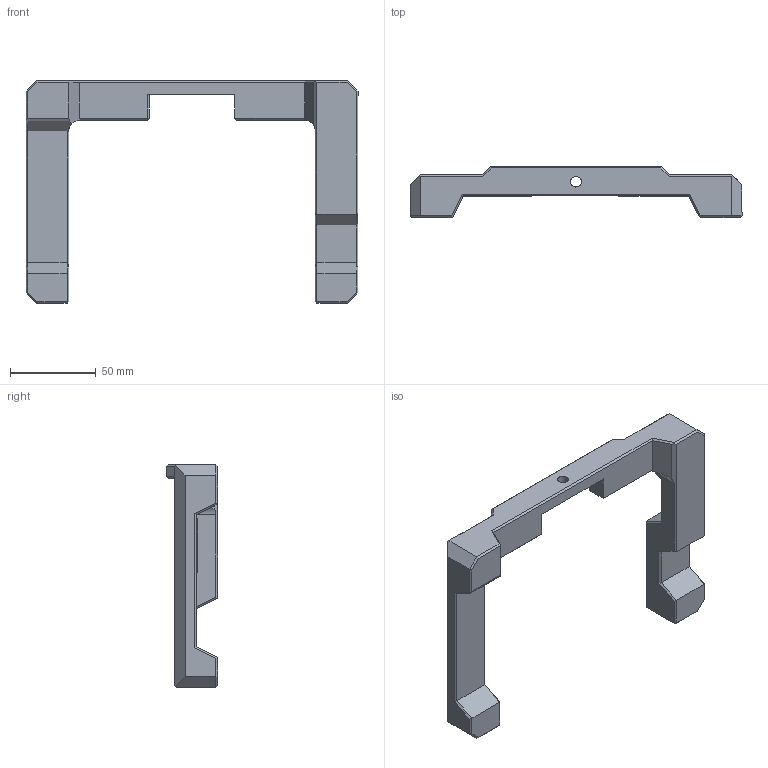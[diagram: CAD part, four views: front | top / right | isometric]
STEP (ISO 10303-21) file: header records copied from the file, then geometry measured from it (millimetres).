
FILE_DESCRIPTION(/* description */ (''),/* implementation_level */ '2;1');
FILE_NAME(/* name */ 'filmDigitizer_135_filmCarrier_ralenoClampBottom',/* time_stamp */ '2023-12-07T09:08:43-05:00',/* author */ ('George Moua'),/* organization */ ('Archive 663'),/* preprocessor_version */ 'ST-DEVELOPER v16.7',/* originating_system */ 'Solid Edge',/* authorisation */ 'Unknown');
FILE_SCHEMA (('AUTOMOTIVE_DESIGN {1 0 10303 214 3 1 1}'));
Length unit declared in the file: millimetre
Products named in the file (2): filmDigitizer_135_filmCarrier; filmDigitizer_135_filmCarrier_ralenoClampBottom
Assembly tree (1 placements, depth 2):
  filmDigitizer_135_filmCarrier
    filmDigitizer_135_filmCarrier_ralenoClampBottom
Bounding box: 194 x 29.84 x 130 mm (x, y, z)
Volume: 147920.3 mm3; surface area: 33283.9 mm2
Topology: 1 solids, 1 shells, 113 faces, 279 edges, 170 vertices
Faces by surface type: plane 105, cylinder 5, cone 2, bspline 1
Full cylindrical faces by diameter (mm): 2.5 x2, 6.25 x1
Entity records: 3258 total; most frequent: CARTESIAN_POINT 583, ORIENTED_EDGE 548, DIRECTION 512, EDGE_CURVE 274, LINE 256, VECTOR 256, VERTEX_POINT 168, AXIS2_PLACEMENT_3D 128
